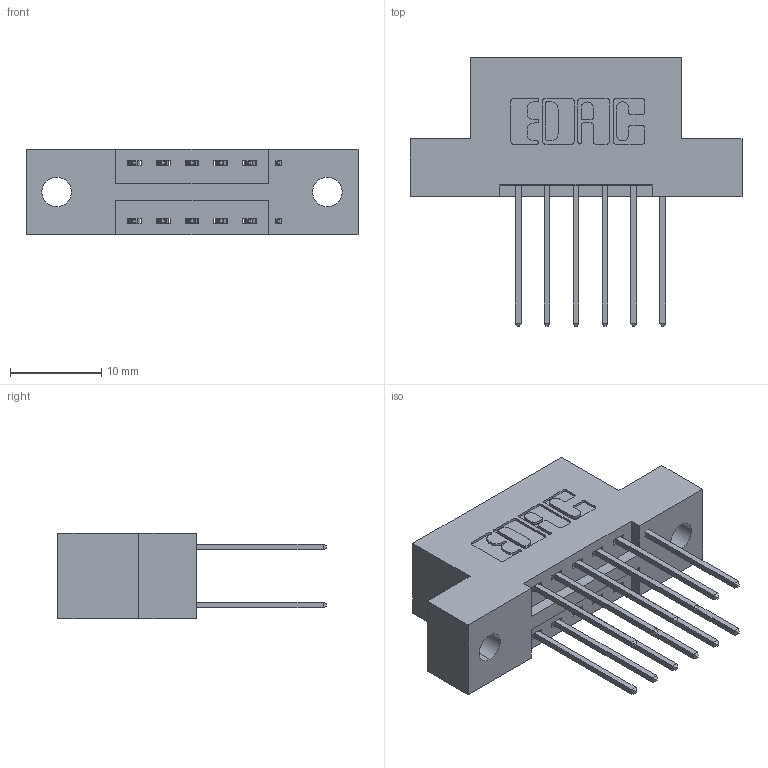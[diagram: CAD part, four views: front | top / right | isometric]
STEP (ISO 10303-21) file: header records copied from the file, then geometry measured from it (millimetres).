
FILE_DESCRIPTION (( 'STEP AP203' ), '1' );
FILE_NAME ('346-012-540-202.STEP', '2022-05-17T19:51:12', ( '' ), ( '' ), 'SwSTEP 2.0', 'SolidWorks 2020', '' );
FILE_SCHEMA (( 'CONFIG_CONTROL_DESIGN' ));
Length unit declared in the file: inch
Products named in the file (3): 346 Part_Flush Mounting Lugs - 0.128 Dia; 345-292-001_345-293-140; 346-012-540-202
Assembly tree (13 placements, depth 2):
  346-012-540-202
    346 Part_Flush Mounting Lugs - 0.128 Dia
    345-292-001_345-293-140  x12
Bounding box: 36.45 x 29.46 x 9.4 mm (x, y, z)
Volume: 3293.7 mm3; surface area: 3995.5 mm2
Topology: 13 solids, 13 shells, 734 faces, 2147 edges, 1414 vertices
Faces by surface type: plane 486, cylinder 248
Entity records: 8329 total; most frequent: CARTESIAN_POINT 1414, ORIENTED_EDGE 1346, DIRECTION 1301, EDGE_CURVE 673, LINE 521, VECTOR 521, VERTEX_POINT 446, AXIS2_PLACEMENT_3D 390
